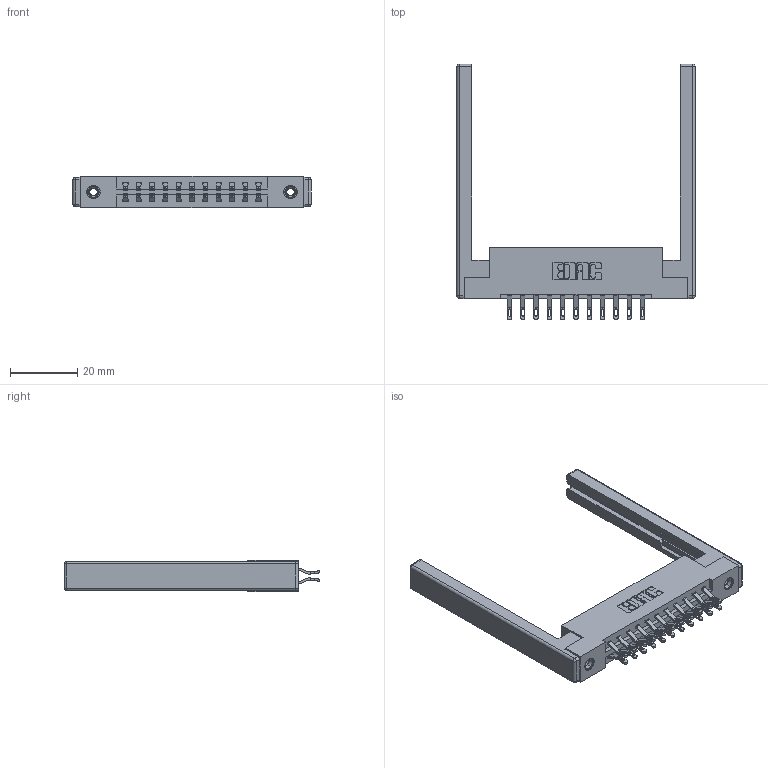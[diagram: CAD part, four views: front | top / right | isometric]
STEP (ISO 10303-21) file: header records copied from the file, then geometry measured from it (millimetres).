
FILE_DESCRIPTION (( 'STEP AP203' ), '1' );
FILE_NAME ('337-022-555-268.STEP', '2019-10-08T14:55:33', ( '' ), ( '' ), 'SwSTEP 2.0', 'SolidWorks 2016', '' );
FILE_SCHEMA (( 'CONFIG_CONTROL_DESIGN' ));
Length unit declared in the file: inch
Products named in the file (5): 345-292-001_555 Tail; 307-220-068; 337-022-555-268; 345-250-001_345-250-001-102; 337 Part_Flush Mounting Lugs - 0.156 Dia-TI
Assembly tree (27 placements, depth 2):
  337-022-555-268
    337 Part_Flush Mounting Lugs - 0.156 Dia-TI
    345-292-001_555 Tail  x22
    345-250-001_345-250-001-102  x2
    307-220-068  x2
Bounding box: 71.02 x 76.21 x 9.4 mm (x, y, z)
Volume: 11520.4 mm3; surface area: 12040.6 mm2
Topology: 27 solids, 27 shells, 1588 faces, 4859 edges, 3218 vertices
Faces by surface type: plane 950, cylinder 614, cone 12, sphere 8, torus 4
Entity records: 15624 total; most frequent: CARTESIAN_POINT 2657, ORIENTED_EDGE 2552, DIRECTION 2358, EDGE_CURVE 1276, LINE 1078, VECTOR 1078, VERTEX_POINT 842, AXIS2_PLACEMENT_3D 640
